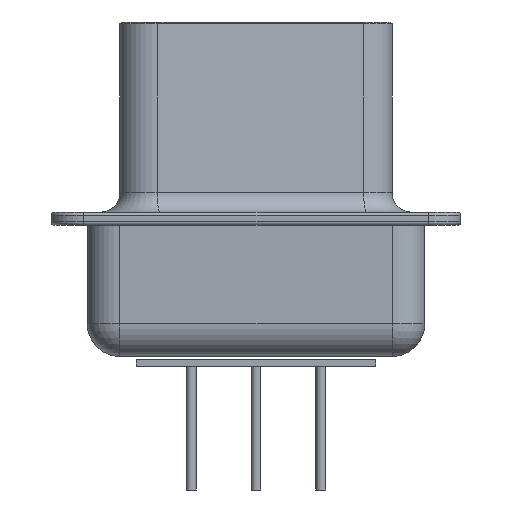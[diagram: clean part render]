
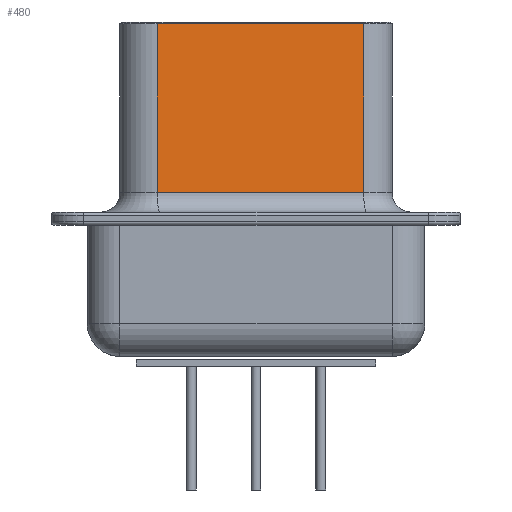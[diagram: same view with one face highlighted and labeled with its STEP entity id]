
A CAD part, left-side view. The second image highlights one B-rep face of the part: STEP entity #480.
In plain terms, the highlighted planar face has unit normal (-0.991, -0.137, 0).
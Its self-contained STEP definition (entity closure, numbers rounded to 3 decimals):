
#13=DIRECTION('',(0.,0.,1.));
#76=DIRECTION('',(-0.991,-0.137,0.));
#80=VECTOR('',#81,1.);
#81=DIRECTION('',(0.137,-0.991,0.));
#160=VERTEX_POINT('',#161);
#161=CARTESIAN_POINT('',(-3.866,1.033,10.45));
#199=VERTEX_POINT('',#200);
#200=CARTESIAN_POINT('',(-2.997,-5.267,10.45));
#203=ORIENTED_EDGE('',*,*,#204,.F.);
#204=EDGE_CURVE('',#160,#199,#205,.T.);
#205=LINE('',#161,#80);
#314=VECTOR('',#13,1.);
#451=VERTEX_POINT('',#452);
#452=CARTESIAN_POINT('',(-3.866,1.033,5.3));
#458=EDGE_CURVE('',#451,#160,#459,.T.);
#459=LINE('',#460,#314);
#460=CARTESIAN_POINT('',(-3.866,1.033,4.7));
#480=ADVANCED_FACE('',(#481),#495,.T.);
#481=FACE_BOUND('',#482,.T.);
#482=EDGE_LOOP('',(#483,#203,#489,#490));
#483=ORIENTED_EDGE('',*,*,#484,.T.);
#484=EDGE_CURVE('',#485,#199,#487,.T.);
#485=VERTEX_POINT('',#486);
#486=CARTESIAN_POINT('',(-2.997,-5.267,5.3));
#487=LINE('',#488,#314);
#488=CARTESIAN_POINT('',(-2.997,-5.267,4.7));
#489=ORIENTED_EDGE('',*,*,#458,.F.);
#490=ORIENTED_EDGE('',*,*,#491,.F.);
#491=EDGE_CURVE('',#485,#451,#492,.T.);
#492=LINE('',#486,#493);
#493=VECTOR('',#494,1.);
#494=DIRECTION('',(-0.137,0.991,0.));
#495=PLANE('',#496);
#496=AXIS2_PLACEMENT_3D('',#497,#76,#494);
#497=CARTESIAN_POINT('',(-2.878,-6.13,4.7));
